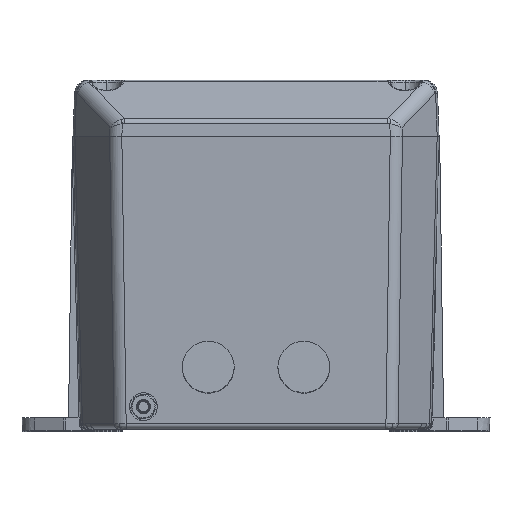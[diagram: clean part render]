
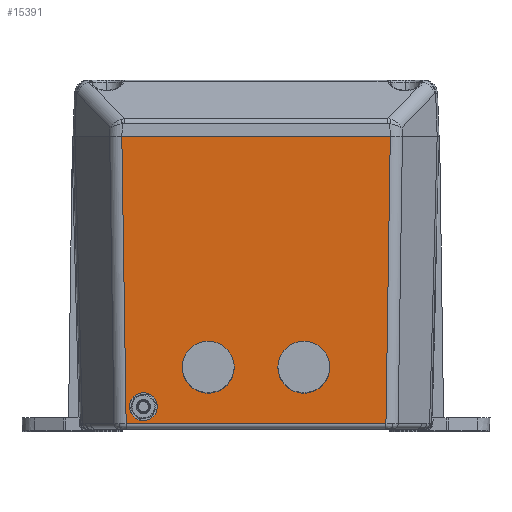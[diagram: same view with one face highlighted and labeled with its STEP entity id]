
A CAD part, front view. The second image highlights one B-rep face of the part: STEP entity #15391.
In plain terms, the highlighted planar face has unit normal (0, -1, -0.026).
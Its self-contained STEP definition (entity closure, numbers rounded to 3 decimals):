
#85 = CARTESIAN_POINT ( 'NONE',  ( -40., -87.539, -114. ) ) ;
#1705 = CARTESIAN_POINT ( 'NONE',  ( -40., -87.434, -118. ) ) ;
#2229 = EDGE_LOOP ( 'NONE', ( #6929, #4654 ) ) ;
#2317 = CARTESIAN_POINT ( 'NONE',  ( -17., -88.095, -92.761 ) ) ;
#2342 = DIRECTION ( 'NONE',  ( 0., 0.026, -1. ) ) ;
#2511 = CIRCLE ( 'NONE', #9624, 9.25 ) ;
#2515 = LINE ( 'NONE', #35197, #35679 ) ;
#3330 = LINE ( 'NONE', #16043, #25924 ) ;
#3521 = EDGE_CURVE ( 'NONE', #32495, #5661, #30458, .T. ) ;
#3728 = EDGE_CURVE ( 'NONE', #37332, #32495, #4377, .T. ) ;
#4075 = CIRCLE ( 'NONE', #30421, 9.25 ) ;
#4377 = LINE ( 'NONE', #24618, #28958 ) ;
#4654 = ORIENTED_EDGE ( 'NONE', *, *, #16250, .F. ) ;
#5661 = VERTEX_POINT ( 'NONE', #9558 ) ;
#5669 = CARTESIAN_POINT ( 'NONE',  ( 17., -88.095, -92.761 ) ) ;
#5903 = ORIENTED_EDGE ( 'NONE', *, *, #3728, .T. ) ;
#6161 = VERTEX_POINT ( 'NONE', #85 ) ;
#6411 = CARTESIAN_POINT ( 'NONE',  ( -40., -87.434, -118. ) ) ;
#6929 = ORIENTED_EDGE ( 'NONE', *, *, #17203, .F. ) ;
#7438 = ORIENTED_EDGE ( 'NONE', *, *, #13874, .T. ) ;
#7810 = VERTEX_POINT ( 'NONE', #15965 ) ;
#7937 = DIRECTION ( 'NONE',  ( 0., -1., -0.026 ) ) ;
#8083 = ORIENTED_EDGE ( 'NONE', *, *, #29334, .F. ) ;
#8587 = EDGE_CURVE ( 'NONE', #6161, #35922, #14266, .T. ) ;
#9558 = CARTESIAN_POINT ( 'NONE',  ( 46.138, -87.328, -122.052 ) ) ;
#9624 = AXIS2_PLACEMENT_3D ( 'NONE', #17527, #40048, #20790 ) ;
#9631 = CARTESIAN_POINT ( 'NONE',  ( -40., -87.539, -114. ) ) ;
#10698 = FACE_BOUND ( 'NONE', #2229, .T. ) ;
#12032 = CARTESIAN_POINT ( 'NONE',  ( -17., -87.61, -111.254 ) ) ;
#12701 = CARTESIAN_POINT ( 'NONE',  ( -44., -87.434, -118. ) ) ;
#13874 = EDGE_CURVE ( 'NONE', #5661, #7810, #3330, .T. ) ;
#14266 =( BOUNDED_CURVE ( )  B_SPLINE_CURVE ( 3, ( #25459, #22260, #12701, #35127 ),
 .UNSPECIFIED., .F., .T. ) 
 B_SPLINE_CURVE_WITH_KNOTS ( ( 4, 4 ),
 ( 3.142, 6.283 ),
 .UNSPECIFIED. ) 
 CURVE ( )  GEOMETRIC_REPRESENTATION_ITEM ( )  RATIONAL_B_SPLINE_CURVE ( ( 1., 0.333, 0.333, 1. ) ) 
 REPRESENTATION_ITEM ( '' )  );
#15391 = ADVANCED_FACE ( 'NONE', ( #19245, #27755, #10698, #36284 ), #27904, .T. ) ;
#15945 = VERTEX_POINT ( 'NONE', #5669 ) ;
#15965 = CARTESIAN_POINT ( 'NONE',  ( 47.68, -90., -20. ) ) ;
#16043 = CARTESIAN_POINT ( 'NONE',  ( 47.658, -89.961, -21.484 ) ) ;
#16250 = EDGE_CURVE ( 'NONE', #15945, #35960, #2511, .T. ) ;
#16967 = CARTESIAN_POINT ( 'NONE',  ( -17., -87.853, -102.008 ) ) ;
#17203 = EDGE_CURVE ( 'NONE', #35960, #15945, #30020, .T. ) ;
#17527 = CARTESIAN_POINT ( 'NONE',  ( 17., -87.853, -102.008 ) ) ;
#17882 = EDGE_CURVE ( 'NONE', #19370, #37941, #33993, .T. ) ;
#18803 = CARTESIAN_POINT ( 'NONE',  ( -17., -87.853, -102.008 ) ) ;
#19245 = FACE_BOUND ( 'NONE', #33095, .T. ) ;
#19289 = DIRECTION ( 'NONE',  ( 0.015, -0.026, 1. ) ) ;
#19370 = VERTEX_POINT ( 'NONE', #2317 ) ;
#20238 = DIRECTION ( 'NONE',  ( 0., 0.026, -1. ) ) ;
#20790 = DIRECTION ( 'NONE',  ( 0., 0.026, -1. ) ) ;
#20987 = CARTESIAN_POINT ( 'NONE',  ( -50.566, -87.328, -122.052 ) ) ;
#21255 = DIRECTION ( 'NONE',  ( 1., 0., 0. ) ) ;
#21603 = DIRECTION ( 'NONE',  ( 0., -1., -0.026 ) ) ;
#21887 = EDGE_CURVE ( 'NONE', #35922, #6161, #35822, .T. ) ;
#21975 = VECTOR ( 'NONE', #21255, 1000. ) ;
#22025 = DIRECTION ( 'NONE',  ( 0., 0.026, -1. ) ) ;
#22260 = CARTESIAN_POINT ( 'NONE',  ( -44., -87.539, -114. ) ) ;
#22700 = ORIENTED_EDGE ( 'NONE', *, *, #21887, .F. ) ;
#24041 = CARTESIAN_POINT ( 'NONE',  ( -47.68, -90., -20. ) ) ;
#24618 = CARTESIAN_POINT ( 'NONE',  ( -47.681, -90.001, -19.956 ) ) ;
#25459 = CARTESIAN_POINT ( 'NONE',  ( -40., -87.539, -114. ) ) ;
#25607 = CARTESIAN_POINT ( 'NONE',  ( -36., -87.434, -118. ) ) ;
#25749 = AXIS2_PLACEMENT_3D ( 'NONE', #27128, #7937, #30322 ) ;
#25886 = DIRECTION ( 'NONE',  ( 0.015, 0.026, -1. ) ) ;
#25924 = VECTOR ( 'NONE', #19289, 1000. ) ;
#26541 = EDGE_CURVE ( 'NONE', #37332, #7810, #2515, .T. ) ;
#27128 = CARTESIAN_POINT ( 'NONE',  ( 17., -87.853, -102.008 ) ) ;
#27755 = FACE_BOUND ( 'NONE', #41490, .T. ) ;
#27904 = PLANE ( 'NONE',  #34263 ) ;
#28247 = EDGE_LOOP ( 'NONE', ( #5903, #33328, #7438, #36925 ) ) ;
#28816 = CARTESIAN_POINT ( 'NONE',  ( -36., -87.539, -114. ) ) ;
#28958 = VECTOR ( 'NONE', #25886, 1000. ) ;
#29334 = EDGE_CURVE ( 'NONE', #37941, #19370, #4075, .T. ) ;
#30020 = CIRCLE ( 'NONE', #25749, 9.25 ) ;
#30322 = DIRECTION ( 'NONE',  ( 0., 0.026, -1. ) ) ;
#30421 = AXIS2_PLACEMENT_3D ( 'NONE', #16967, #39474, #20238 ) ;
#30458 = LINE ( 'NONE', #20987, #21975 ) ;
#31972 = ORIENTED_EDGE ( 'NONE', *, *, #17882, .F. ) ;
#32495 = VERTEX_POINT ( 'NONE', #35192 ) ;
#33095 = EDGE_LOOP ( 'NONE', ( #22700, #39194 ) ) ;
#33328 = ORIENTED_EDGE ( 'NONE', *, *, #3521, .T. ) ;
#33993 = CIRCLE ( 'NONE', #34079, 9.25 ) ;
#34079 = AXIS2_PLACEMENT_3D ( 'NONE', #18803, #41289, #22025 ) ;
#34263 = AXIS2_PLACEMENT_3D ( 'NONE', #40871, #21603, #2342 ) ;
#34505 = CARTESIAN_POINT ( 'NONE',  ( 17., -87.61, -111.254 ) ) ;
#35127 = CARTESIAN_POINT ( 'NONE',  ( -40., -87.434, -118. ) ) ;
#35192 = CARTESIAN_POINT ( 'NONE',  ( -46.138, -87.328, -122.052 ) ) ;
#35197 = CARTESIAN_POINT ( 'NONE',  ( -50.566, -90., -20. ) ) ;
#35679 = VECTOR ( 'NONE', #38487, 1000. ) ;
#35822 =( BOUNDED_CURVE ( )  B_SPLINE_CURVE ( 3, ( #6411, #25607, #28816, #9631 ),
 .UNSPECIFIED., .F., .T. ) 
 B_SPLINE_CURVE_WITH_KNOTS ( ( 4, 4 ),
 ( 0., 3.142 ),
 .UNSPECIFIED. ) 
 CURVE ( )  GEOMETRIC_REPRESENTATION_ITEM ( )  RATIONAL_B_SPLINE_CURVE ( ( 1., 0.333, 0.333, 1. ) ) 
 REPRESENTATION_ITEM ( '' )  );
#35922 = VERTEX_POINT ( 'NONE', #1705 ) ;
#35960 = VERTEX_POINT ( 'NONE', #34505 ) ;
#36284 = FACE_OUTER_BOUND ( 'NONE', #28247, .T. ) ;
#36925 = ORIENTED_EDGE ( 'NONE', *, *, #26541, .F. ) ;
#37332 = VERTEX_POINT ( 'NONE', #24041 ) ;
#37941 = VERTEX_POINT ( 'NONE', #12032 ) ;
#38487 = DIRECTION ( 'NONE',  ( 1., 0., 0. ) ) ;
#39194 = ORIENTED_EDGE ( 'NONE', *, *, #8587, .F. ) ;
#39474 = DIRECTION ( 'NONE',  ( 0., -1., -0.026 ) ) ;
#40048 = DIRECTION ( 'NONE',  ( 0., -1., -0.026 ) ) ;
#40871 = CARTESIAN_POINT ( 'NONE',  ( -50.566, -90., -20. ) ) ;
#41289 = DIRECTION ( 'NONE',  ( 0., -1., -0.026 ) ) ;
#41490 = EDGE_LOOP ( 'NONE', ( #8083, #31972 ) ) ;
